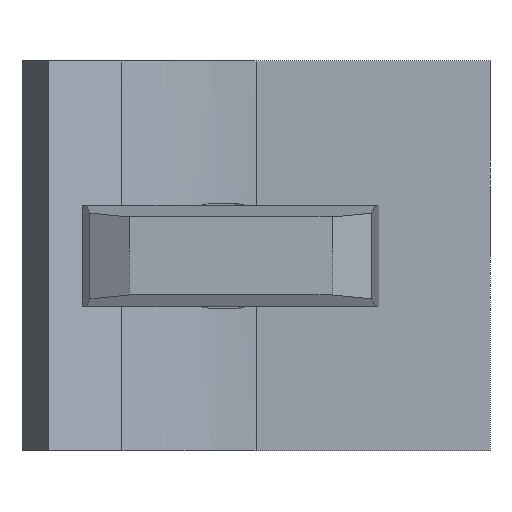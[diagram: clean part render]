
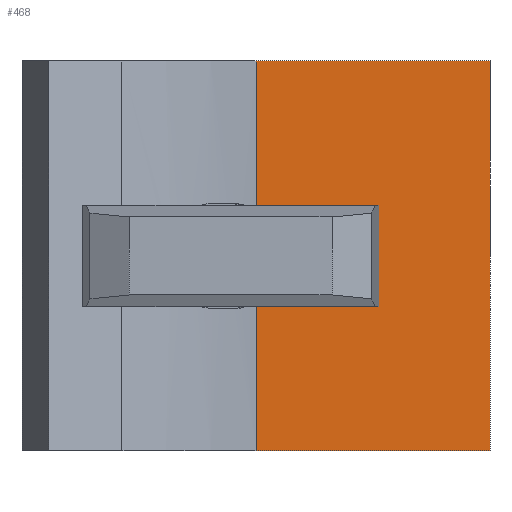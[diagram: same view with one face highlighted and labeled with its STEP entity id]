
A CAD part, front view. The second image highlights one B-rep face of the part: STEP entity #468.
In plain terms, the highlighted planar face has unit normal (0, -1, 0).
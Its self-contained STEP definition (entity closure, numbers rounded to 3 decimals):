
#16 = VECTOR ( 'NONE', #1441, 1000. ) ;
#17 = FACE_OUTER_BOUND ( 'NONE', #1897, .T. ) ;
#26 = DIRECTION ( 'NONE',  ( -1., 0., 0. ) ) ;
#31 = CIRCLE ( 'NONE', #1094, 6.75 ) ;
#98 = CARTESIAN_POINT ( 'NONE',  ( 0., 0., 25. ) ) ;
#113 = LINE ( 'NONE', #1818, #531 ) ;
#131 = EDGE_CURVE ( 'NONE', #489, #1097, #1671, .T. ) ;
#207 = DIRECTION ( 'NONE',  ( 0., 0., -1. ) ) ;
#260 = CARTESIAN_POINT ( 'NONE',  ( -30., 0., 5.916 ) ) ;
#303 = EDGE_CURVE ( 'NONE', #754, #1505, #1715, .T. ) ;
#307 = CARTESIAN_POINT ( 'NONE',  ( -30., 0., -5.916 ) ) ;
#325 = CARTESIAN_POINT ( 'NONE',  ( -33.25, 0., 0. ) ) ;
#336 = PLANE ( 'NONE',  #1739 ) ;
#468 = ADVANCED_FACE ( 'NONE', ( #17 ), #336, .T. ) ;
#489 = VERTEX_POINT ( 'NONE', #98 ) ;
#531 = VECTOR ( 'NONE', #26, 1000. ) ;
#541 = ORIENTED_EDGE ( 'NONE', *, *, #1008, .F. ) ;
#548 = VECTOR ( 'NONE', #1718, 1000. ) ;
#622 = CARTESIAN_POINT ( 'NONE',  ( -30., 0., 25. ) ) ;
#687 = CARTESIAN_POINT ( 'NONE',  ( 0., 0., 25. ) ) ;
#709 = CARTESIAN_POINT ( 'NONE',  ( 0., 0., -25. ) ) ;
#754 = VERTEX_POINT ( 'NONE', #307 ) ;
#839 = EDGE_CURVE ( 'NONE', #1362, #1811, #1755, .T. ) ;
#909 = ORIENTED_EDGE ( 'NONE', *, *, #839, .T. ) ;
#1008 = EDGE_CURVE ( 'NONE', #1097, #1505, #1355, .T. ) ;
#1094 = AXIS2_PLACEMENT_3D ( 'NONE', #325, #1737, #1309 ) ;
#1097 = VERTEX_POINT ( 'NONE', #1477 ) ;
#1163 = ORIENTED_EDGE ( 'NONE', *, *, #1558, .T. ) ;
#1176 = DIRECTION ( 'NONE',  ( 0., 0., -1. ) ) ;
#1187 = DIRECTION ( 'NONE',  ( 1., 0., 0. ) ) ;
#1238 = CARTESIAN_POINT ( 'NONE',  ( 0., 0., 25. ) ) ;
#1277 = ORIENTED_EDGE ( 'NONE', *, *, #1713, .T. ) ;
#1309 = DIRECTION ( 'NONE',  ( 0., 0., 1. ) ) ;
#1355 = LINE ( 'NONE', #709, #548 ) ;
#1362 = VERTEX_POINT ( 'NONE', #1664 ) ;
#1429 = VECTOR ( 'NONE', #207, 1000. ) ;
#1441 = DIRECTION ( 'NONE',  ( 0., 0., -1. ) ) ;
#1451 = VECTOR ( 'NONE', #1176, 1000. ) ;
#1477 = CARTESIAN_POINT ( 'NONE',  ( 0., 0., -25. ) ) ;
#1505 = VERTEX_POINT ( 'NONE', #1710 ) ;
#1539 = CARTESIAN_POINT ( 'NONE',  ( -30., 0., 25. ) ) ;
#1558 = EDGE_CURVE ( 'NONE', #1811, #754, #31, .T. ) ;
#1664 = CARTESIAN_POINT ( 'NONE',  ( -30., 0., 25. ) ) ;
#1671 = LINE ( 'NONE', #1238, #1451 ) ;
#1710 = CARTESIAN_POINT ( 'NONE',  ( -30., 0., -25. ) ) ;
#1713 = EDGE_CURVE ( 'NONE', #489, #1362, #113, .T. ) ;
#1715 = LINE ( 'NONE', #1539, #1429 ) ;
#1718 = DIRECTION ( 'NONE',  ( -1., 0., 0. ) ) ;
#1737 = DIRECTION ( 'NONE',  ( 0., 1., 0. ) ) ;
#1739 = AXIS2_PLACEMENT_3D ( 'NONE', #687, #1820, #1187 ) ;
#1755 = LINE ( 'NONE', #622, #16 ) ;
#1811 = VERTEX_POINT ( 'NONE', #260 ) ;
#1818 = CARTESIAN_POINT ( 'NONE',  ( 0., 0., 25. ) ) ;
#1820 = DIRECTION ( 'NONE',  ( 0., -1., 0. ) ) ;
#1866 = ORIENTED_EDGE ( 'NONE', *, *, #131, .F. ) ;
#1897 = EDGE_LOOP ( 'NONE', ( #909, #1163, #1898, #541, #1866, #1277 ) ) ;
#1898 = ORIENTED_EDGE ( 'NONE', *, *, #303, .T. ) ;
